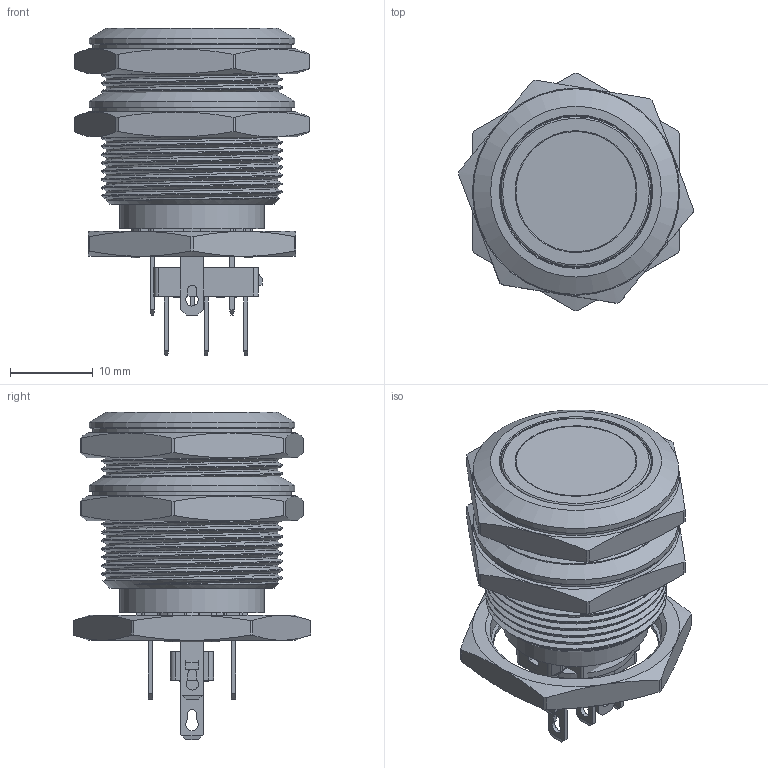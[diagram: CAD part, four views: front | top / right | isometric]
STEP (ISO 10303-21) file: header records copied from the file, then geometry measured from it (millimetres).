
FILE_DESCRIPTION( ( 'STEP AP214' ), '1' );
FILE_NAME( 'Asm 22mm ring-illuminated pushbutton.stp', '2014-05-13T06:33:35', ( ' ' ), ( ' ' ), 'XStep 1.0', ' ', ' ' );
FILE_SCHEMA( ( 'CONFIG_CONTROL_DESIGN) ( )' ) );
Length unit declared in the file: metre
Products named in the file (9): Assem1; Assem2; 182-22mm front ring-mo; 182-P-22mm sa-ring lens; 82-M-22mm sa-front cap-ring; 82-front rubber-22; 182-22mm fixing nut; 19mm housing with lamp; plastic housing_12
Bounding box: 28.36 x 28.67 x 39.5 mm (x, y, z)
Volume: 18568 mm3; surface area: 19138.3 mm2
Topology: 19 solids, 19 shells, 1021 faces, 2594 edges, 1656 vertices
Faces by surface type: plane 591, cylinder 257, cone 69, torus 38, bspline 30, extrusion 28, sphere 8
Full cylindrical faces by diameter (mm): 11.886 x3, 14.5 x6, 15.5 x2, 15.996 x3, 16.7 x2, 16.8 x3, 17.5 x3, 18.1 x3, 18.3 x3, 20 x3, 20.4 x3, 20.8 x3, 24 x3, 24.8 x3
Entity records: 16763 total; most frequent: CARTESIAN_POINT 5496, ORIENTED_EDGE 2306, DIRECTION 2216, EDGE_CURVE 1153, VERTEX_POINT 756, VECTOR 746, AXIS2_PLACEMENT_3D 735, LINE 732
